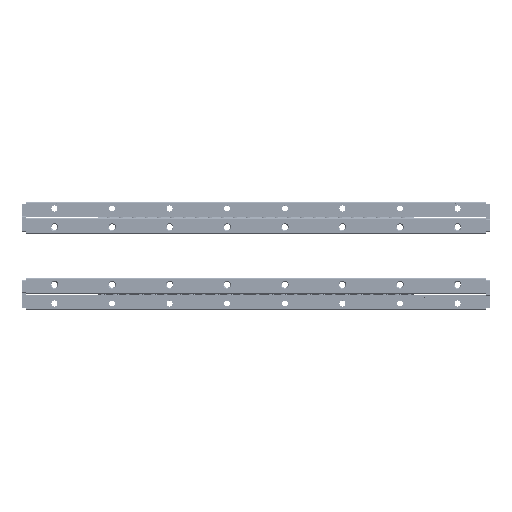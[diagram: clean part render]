
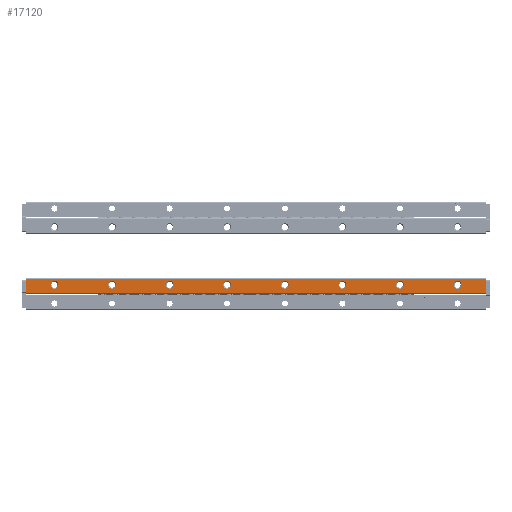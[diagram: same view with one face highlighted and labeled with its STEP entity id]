
A CAD part, top view. The second image highlights one B-rep face of the part: STEP entity #17120.
In plain terms, the highlighted planar face has unit normal (0, 0, 1).
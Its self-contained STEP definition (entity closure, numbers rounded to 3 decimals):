
#17120=ADVANCED_FACE('',(#31480,#31481,#31482,#31483,#31484,#31485,#31486,
#31487,#31488),#22491,.T.);
#22491=PLANE('',#105273);
#24439=CIRCLE('',#105265,2.7);
#24440=CIRCLE('',#105266,2.7);
#24441=CIRCLE('',#105267,2.7);
#24442=CIRCLE('',#105268,2.7);
#24443=CIRCLE('',#105269,2.7);
#24444=CIRCLE('',#105270,2.7);
#24445=CIRCLE('',#105271,2.7);
#24446=CIRCLE('',#105272,2.7);
#31480=FACE_BOUND('',#35091,.T.);
#31481=FACE_BOUND('',#35092,.T.);
#31482=FACE_BOUND('',#35093,.T.);
#31483=FACE_BOUND('',#35094,.T.);
#31484=FACE_BOUND('',#35095,.T.);
#31485=FACE_BOUND('',#35096,.T.);
#31486=FACE_BOUND('',#35097,.T.);
#31487=FACE_BOUND('',#35098,.T.);
#31488=FACE_BOUND('',#35099,.T.);
#35091=EDGE_LOOP('',(#44034,#44035,#44036,#44037));
#35092=EDGE_LOOP('',(#44038));
#35093=EDGE_LOOP('',(#44039));
#35094=EDGE_LOOP('',(#44040));
#35095=EDGE_LOOP('',(#44041));
#35096=EDGE_LOOP('',(#44042));
#35097=EDGE_LOOP('',(#44043));
#35098=EDGE_LOOP('',(#44044));
#35099=EDGE_LOOP('',(#44045));
#44034=ORIENTED_EDGE('',*,*,#79628,.T.);
#44035=ORIENTED_EDGE('',*,*,#79629,.T.);
#44036=ORIENTED_EDGE('',*,*,#79630,.T.);
#44037=ORIENTED_EDGE('',*,*,#79631,.T.);
#44038=ORIENTED_EDGE('',*,*,#79632,.T.);
#44039=ORIENTED_EDGE('',*,*,#79633,.T.);
#44040=ORIENTED_EDGE('',*,*,#79634,.T.);
#44041=ORIENTED_EDGE('',*,*,#79635,.T.);
#44042=ORIENTED_EDGE('',*,*,#79636,.T.);
#44043=ORIENTED_EDGE('',*,*,#79637,.T.);
#44044=ORIENTED_EDGE('',*,*,#79638,.T.);
#44045=ORIENTED_EDGE('',*,*,#79639,.T.);
#69978=VERTEX_POINT('',#148451);
#69979=VERTEX_POINT('',#148452);
#69980=VERTEX_POINT('',#148454);
#69981=VERTEX_POINT('',#148456);
#69982=VERTEX_POINT('',#148459);
#69983=VERTEX_POINT('',#148461);
#69984=VERTEX_POINT('',#148463);
#69985=VERTEX_POINT('',#148465);
#69986=VERTEX_POINT('',#148467);
#69987=VERTEX_POINT('',#148469);
#69988=VERTEX_POINT('',#148471);
#69989=VERTEX_POINT('',#148473);
#79628=EDGE_CURVE('',#69978,#69979,#92860,.T.);
#79629=EDGE_CURVE('',#69979,#69980,#92861,.T.);
#79630=EDGE_CURVE('',#69980,#69981,#92862,.T.);
#79631=EDGE_CURVE('',#69981,#69978,#92863,.T.);
#79632=EDGE_CURVE('',#69982,#69982,#24439,.T.);
#79633=EDGE_CURVE('',#69983,#69983,#24440,.T.);
#79634=EDGE_CURVE('',#69984,#69984,#24441,.T.);
#79635=EDGE_CURVE('',#69985,#69985,#24442,.T.);
#79636=EDGE_CURVE('',#69986,#69986,#24443,.T.);
#79637=EDGE_CURVE('',#69987,#69987,#24444,.T.);
#79638=EDGE_CURVE('',#69988,#69988,#24445,.T.);
#79639=EDGE_CURVE('',#69989,#69989,#24446,.T.);
#92860=LINE('',#148450,#99296);
#92861=LINE('',#148453,#99297);
#92862=LINE('',#148455,#99298);
#92863=LINE('',#148457,#99299);
#99296=VECTOR('',#117483,1.);
#99297=VECTOR('',#117484,1.);
#99298=VECTOR('',#117485,1.);
#99299=VECTOR('',#117486,1.);
#105265=AXIS2_PLACEMENT_3D('',#148458,#117487,#117488);
#105266=AXIS2_PLACEMENT_3D('',#148460,#117489,#117490);
#105267=AXIS2_PLACEMENT_3D('',#148462,#117491,#117492);
#105268=AXIS2_PLACEMENT_3D('',#148464,#117493,#117494);
#105269=AXIS2_PLACEMENT_3D('',#148466,#117495,#117496);
#105270=AXIS2_PLACEMENT_3D('',#148468,#117497,#117498);
#105271=AXIS2_PLACEMENT_3D('',#148470,#117499,#117500);
#105272=AXIS2_PLACEMENT_3D('',#148472,#117501,#117502);
#105273=AXIS2_PLACEMENT_3D('',#148474,#117503,#117504);
#117483=DIRECTION('',(0.,1.,0.));
#117484=DIRECTION('',(-1.,0.,0.));
#117485=DIRECTION('',(0.,-1.,0.));
#117486=DIRECTION('',(1.,0.,0.));
#117487=DIRECTION('',(0.,0.,-1.));
#117488=DIRECTION('',(1.,0.,0.));
#117489=DIRECTION('',(0.,0.,-1.));
#117490=DIRECTION('',(1.,0.,0.));
#117491=DIRECTION('',(0.,0.,-1.));
#117492=DIRECTION('',(1.,0.,0.));
#117493=DIRECTION('',(0.,0.,-1.));
#117494=DIRECTION('',(1.,0.,0.));
#117495=DIRECTION('',(0.,0.,-1.));
#117496=DIRECTION('',(1.,0.,0.));
#117497=DIRECTION('',(0.,0.,-1.));
#117498=DIRECTION('',(1.,0.,0.));
#117499=DIRECTION('',(0.,0.,-1.));
#117500=DIRECTION('',(1.,0.,0.));
#117501=DIRECTION('',(0.,0.,-1.));
#117502=DIRECTION('',(1.,0.,0.));
#117503=DIRECTION('',(0.,0.,1.));
#117504=DIRECTION('',(-1.,0.,0.));
#148450=CARTESIAN_POINT('',(319.5,16.7,11.));
#148451=CARTESIAN_POINT('',(319.5,11.9,11.));
#148452=CARTESIAN_POINT('',(319.5,21.5,11.));
#148453=CARTESIAN_POINT('',(160.,21.5,11.));
#148454=CARTESIAN_POINT('',(0.5,21.5,11.));
#148455=CARTESIAN_POINT('',(0.5,16.7,11.));
#148456=CARTESIAN_POINT('',(0.5,11.9,11.));
#148457=CARTESIAN_POINT('',(160.,11.9,11.));
#148458=CARTESIAN_POINT('',(220.,17.5,11.));
#148459=CARTESIAN_POINT('',(222.7,17.5,11.));
#148460=CARTESIAN_POINT('',(140.,17.5,11.));
#148461=CARTESIAN_POINT('',(142.7,17.5,11.));
#148462=CARTESIAN_POINT('',(180.,17.5,11.));
#148463=CARTESIAN_POINT('',(182.7,17.5,11.));
#148464=CARTESIAN_POINT('',(20.,17.5,11.));
#148465=CARTESIAN_POINT('',(22.7,17.5,11.));
#148466=CARTESIAN_POINT('',(300.,17.5,11.));
#148467=CARTESIAN_POINT('',(302.7,17.5,11.));
#148468=CARTESIAN_POINT('',(100.,17.5,11.));
#148469=CARTESIAN_POINT('',(102.7,17.5,11.));
#148470=CARTESIAN_POINT('',(260.,17.5,11.));
#148471=CARTESIAN_POINT('',(262.7,17.5,11.));
#148472=CARTESIAN_POINT('',(60.,17.5,11.));
#148473=CARTESIAN_POINT('',(62.7,17.5,11.));
#148474=CARTESIAN_POINT('',(160.,16.7,11.));
